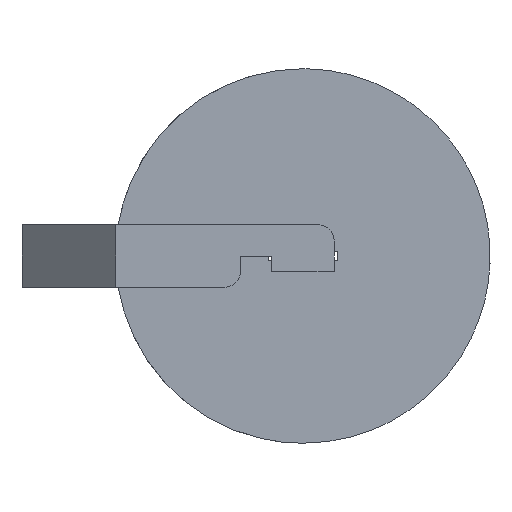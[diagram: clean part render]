
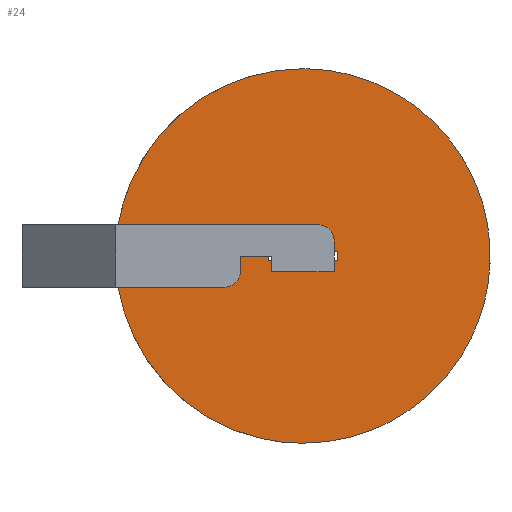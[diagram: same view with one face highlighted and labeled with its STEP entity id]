
A CAD part, left-side view. The second image highlights one B-rep face of the part: STEP entity #24.
In plain terms, the highlighted planar face has unit normal (-1, 0, 0).
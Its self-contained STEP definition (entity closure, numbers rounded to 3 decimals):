
#14=FACE_BOUND('',#87,.T.);
#24=ADVANCED_FACE('',(#55,#14),#527,.T.);
#55=FACE_OUTER_BOUND('',#86,.T.);
#86=EDGE_LOOP('',(#139,#140,#141,#142,#143,#144));
#87=EDGE_LOOP('',(#145,#146,#147,#148));
#139=ORIENTED_EDGE('',*,*,#302,.T.);
#140=ORIENTED_EDGE('',*,*,#366,.T.);
#141=ORIENTED_EDGE('',*,*,#365,.F.);
#142=ORIENTED_EDGE('',*,*,#364,.T.);
#143=ORIENTED_EDGE('',*,*,#368,.T.);
#144=ORIENTED_EDGE('',*,*,#371,.T.);
#145=ORIENTED_EDGE('',*,*,#294,.T.);
#146=ORIENTED_EDGE('',*,*,#291,.T.);
#147=ORIENTED_EDGE('',*,*,#292,.T.);
#148=ORIENTED_EDGE('',*,*,#293,.T.);
#291=EDGE_CURVE('',#463,#464,#405,.T.);
#292=EDGE_CURVE('',#464,#465,#406,.T.);
#293=EDGE_CURVE('',#465,#466,#407,.T.);
#294=EDGE_CURVE('',#466,#463,#408,.T.);
#302=EDGE_CURVE('',#469,#513,#376,.T.);
#364=EDGE_CURVE('',#514,#512,#452,.T.);
#365=EDGE_CURVE('',#514,#515,#453,.T.);
#366=EDGE_CURVE('',#513,#515,#454,.T.);
#368=EDGE_CURVE('',#512,#470,#400,.T.);
#371=EDGE_CURVE('',#470,#469,#457,.T.);
#376=(
BOUNDED_CURVE()
B_SPLINE_CURVE(2,(#915,#916,#917,#918,#919),.UNSPECIFIED.,.F.,.F.)
B_SPLINE_CURVE_WITH_KNOTS((3,2,3),(0.,81.168,
83.517),.UNSPECIFIED.)
CURVE()
GEOMETRIC_REPRESENTATION_ITEM()
RATIONAL_B_SPLINE_CURVE((1.,0.775,1.,1.,1.))
REPRESENTATION_ITEM('')
);
#400=(
BOUNDED_CURVE()
B_SPLINE_CURVE(3,(#1103,#1104,#1105,#1106,#1107,#1108,#1109,#1110,#1111,
#1112),.UNSPECIFIED.,.F.,.F.)
B_SPLINE_CURVE_WITH_KNOTS((4,3,3,4),(104.979,107.328,
188.354,188.507),.UNSPECIFIED.)
CURVE()
GEOMETRIC_REPRESENTATION_ITEM()
RATIONAL_B_SPLINE_CURVE((1.,1.,1.,1.,0.851,
0.851,1.,1.,1.,1.))
REPRESENTATION_ITEM('')
);
#405=B_SPLINE_CURVE_WITH_KNOTS('',1,(#892,#893),.UNSPECIFIED.,.F.,.F.,(2,
2),(-3.,0.),.UNSPECIFIED.);
#406=B_SPLINE_CURVE_WITH_KNOTS('',1,(#894,#895),.UNSPECIFIED.,.F.,.F.,(2,
2),(-360.053,-333.653),.UNSPECIFIED.);
#407=B_SPLINE_CURVE_WITH_KNOTS('',1,(#896,#897),.UNSPECIFIED.,.F.,.F.,(2,
2),(-28.,-25.),.UNSPECIFIED.);
#408=B_SPLINE_CURVE_WITH_KNOTS('',1,(#898,#899),.UNSPECIFIED.,.F.,.F.,(2,
2),(333.653,360.053),.UNSPECIFIED.);
#452=B_SPLINE_CURVE_WITH_KNOTS('',1,(#1094,#1095),.UNSPECIFIED.,.F.,.F.,
(2,2),(130.633,131.037),.UNSPECIFIED.);
#453=B_SPLINE_CURVE_WITH_KNOTS('',1,(#1096,#1097),.UNSPECIFIED.,.F.,.F.,
(2,2),(50.,70.),.UNSPECIFIED.);
#454=B_SPLINE_CURVE_WITH_KNOTS('',1,(#1098,#1099),.UNSPECIFIED.,.F.,.F.,
(2,2),(-131.037,-130.633),.UNSPECIFIED.);
#457=B_SPLINE_CURVE_WITH_KNOTS('',3,(#1152,#1153,#1154,#1155,#1156,#1157,
#1158,#1159,#1160,#1161,#1162,#1163,#1164,#1165,#1166,#1167,#1168,#1169,
#1170,#1171,#1172,#1173,#1174,#1175,#1176,#1177,#1178,#1179,#1180,#1181,
#1182,#1183,#1184,#1185,#1186,#1187,#1188),.UNSPECIFIED.,.F.,.F.,(4,2,2,
2,2,2,2,3,3,3,2,2,2,2,2,2,4),(346.853,368.037,373.421,
378.868,384.391,387.176,389.989,431.065,
441.101,451.136,492.213,495.025,497.81,
503.333,508.781,514.165,535.348),
 .UNSPECIFIED.);
#463=VERTEX_POINT('',#831);
#464=VERTEX_POINT('',#832);
#465=VERTEX_POINT('',#833);
#466=VERTEX_POINT('',#834);
#469=VERTEX_POINT('',#837);
#470=VERTEX_POINT('',#838);
#512=VERTEX_POINT('',#880);
#513=VERTEX_POINT('',#881);
#514=VERTEX_POINT('',#882);
#515=VERTEX_POINT('',#883);
#527=PLANE('',#640);
#640=AXIS2_PLACEMENT_3D('',#776,#671,$);
#671=DIRECTION('',(-1.,0.,0.));
#776=CARTESIAN_POINT('',(-3.,-71.876,-72.));
#831=CARTESIAN_POINT('',(-3.,-11.,1.5));
#832=CARTESIAN_POINT('',(-3.,-11.,-1.5));
#833=CARTESIAN_POINT('',(-3.,11.,-1.5));
#834=CARTESIAN_POINT('',(-3.,11.,1.5));
#837=CARTESIAN_POINT('',(-3.,0.,60.));
#838=CARTESIAN_POINT('',(-3.,0.,-60.));
#880=CARTESIAN_POINT('',(-3.,59.161,-10.));
#881=CARTESIAN_POINT('',(-3.,59.161,10.));
#882=CARTESIAN_POINT('',(-3.,58.757,-10.));
#883=CARTESIAN_POINT('',(-3.,58.757,10.));
#892=CARTESIAN_POINT('',(-3.,-11.,1.5));
#893=CARTESIAN_POINT('',(-3.,-11.,-1.5));
#894=CARTESIAN_POINT('',(-3.,-11.,-1.5));
#895=CARTESIAN_POINT('',(-3.,11.,-1.5));
#896=CARTESIAN_POINT('',(-3.,11.,-1.5));
#897=CARTESIAN_POINT('',(-3.,11.,1.5));
#898=CARTESIAN_POINT('',(-3.,11.,1.5));
#899=CARTESIAN_POINT('',(-3.,-11.,1.5));
#915=CARTESIAN_POINT('',(-3.,0.,60.));
#916=CARTESIAN_POINT('',(-3.,48.864,60.));
#917=CARTESIAN_POINT('',(-3.,58.757,12.148));
#918=CARTESIAN_POINT('',(-3.,58.979,11.078));
#919=CARTESIAN_POINT('',(-3.,59.161,10.));
#1094=CARTESIAN_POINT('',(-3.,58.757,-10.));
#1095=CARTESIAN_POINT('',(-3.,59.161,-10.));
#1096=CARTESIAN_POINT('',(-3.,58.757,-10.));
#1097=CARTESIAN_POINT('',(-3.,58.757,10.));
#1098=CARTESIAN_POINT('',(-3.,59.161,10.));
#1099=CARTESIAN_POINT('',(-3.,58.757,10.));
#1103=CARTESIAN_POINT('',(-3.,59.161,-10.));
#1104=CARTESIAN_POINT('',(-3.,59.039,-10.719));
#1105=CARTESIAN_POINT('',(-3.,58.905,-11.435));
#1106=CARTESIAN_POINT('',(-3.,58.757,-12.148));
#1107=CARTESIAN_POINT('',(-3.,52.754,-41.187));
#1108=CARTESIAN_POINT('',(-3.,29.781,-59.937));
#1109=CARTESIAN_POINT('',(-3.,0.128,-60.));
#1110=CARTESIAN_POINT('',(-3.,0.085,-60.));
#1111=CARTESIAN_POINT('',(-3.,0.043,-60.));
#1112=CARTESIAN_POINT('',(-3.,0.,-60.));
#1152=CARTESIAN_POINT('',(-3.,0.,-60.));
#1153=CARTESIAN_POINT('',(-3.,-7.126,-60.));
#1154=CARTESIAN_POINT('',(-3.,-14.195,-58.731));
#1155=CARTESIAN_POINT('',(-3.,-22.573,-55.621));
#1156=CARTESIAN_POINT('',(-3.,-24.234,-54.918));
#1157=CARTESIAN_POINT('',(-3.,-27.522,-53.347));
#1158=CARTESIAN_POINT('',(-3.,-29.13,-52.486));
#1159=CARTESIAN_POINT('',(-3.,-32.3,-50.598));
#1160=CARTESIAN_POINT('',(-3.,-33.844,-49.578));
#1161=CARTESIAN_POINT('',(-3.,-36.103,-47.932));
#1162=CARTESIAN_POINT('',(-3.,-36.846,-47.363));
#1163=CARTESIAN_POINT('',(-3.,-38.313,-46.184));
#1164=CARTESIAN_POINT('',(-3.,-39.036,-45.575));
#1165=CARTESIAN_POINT('',(-3.,-50.096,-35.796));
#1166=CARTESIAN_POINT('',(-3.,-56.891,-23.428));
#1167=CARTESIAN_POINT('',(-3.,-59.161,-10.));
#1168=CARTESIAN_POINT('',(-3.,-59.715,-6.719));
#1169=CARTESIAN_POINT('',(-3.,-60.,-3.376));
#1170=CARTESIAN_POINT('',(-3.,-60.,0.));
#1171=CARTESIAN_POINT('',(-3.,-60.,3.376));
#1172=CARTESIAN_POINT('',(-3.,-59.715,6.719));
#1173=CARTESIAN_POINT('',(-3.,-59.161,10.));
#1174=CARTESIAN_POINT('',(-3.,-56.891,23.428));
#1175=CARTESIAN_POINT('',(-3.,-50.096,35.796));
#1176=CARTESIAN_POINT('',(-3.,-39.036,45.575));
#1177=CARTESIAN_POINT('',(-3.,-38.313,46.184));
#1178=CARTESIAN_POINT('',(-3.,-36.846,47.363));
#1179=CARTESIAN_POINT('',(-3.,-36.103,47.932));
#1180=CARTESIAN_POINT('',(-3.,-33.844,49.578));
#1181=CARTESIAN_POINT('',(-3.,-32.301,50.598));
#1182=CARTESIAN_POINT('',(-3.,-29.13,52.486));
#1183=CARTESIAN_POINT('',(-3.,-27.522,53.347));
#1184=CARTESIAN_POINT('',(-3.,-24.234,54.918));
#1185=CARTESIAN_POINT('',(-3.,-22.573,55.621));
#1186=CARTESIAN_POINT('',(-3.,-14.195,58.731));
#1187=CARTESIAN_POINT('',(-3.,-7.126,60.));
#1188=CARTESIAN_POINT('',(-3.,0.,60.));
